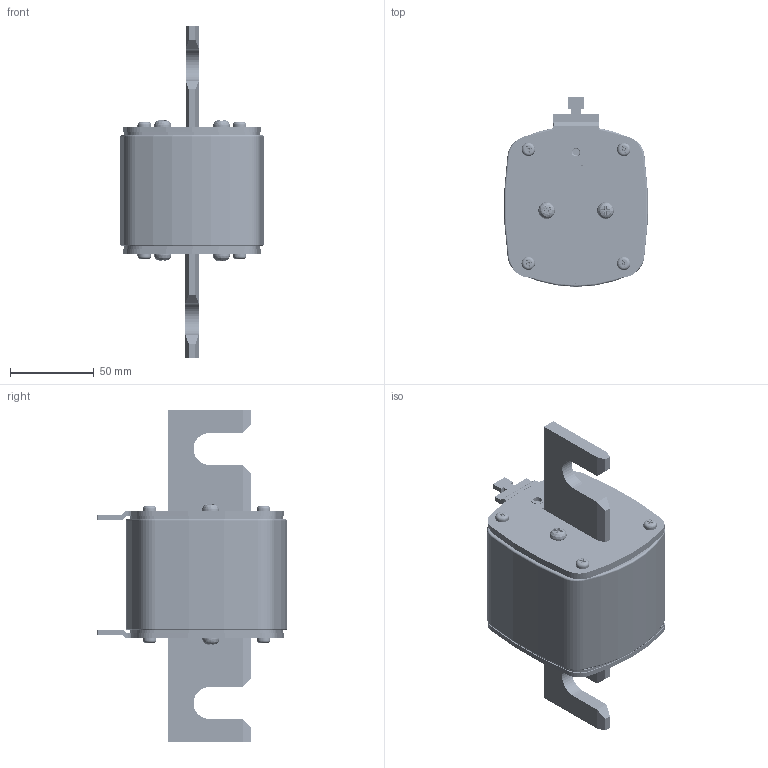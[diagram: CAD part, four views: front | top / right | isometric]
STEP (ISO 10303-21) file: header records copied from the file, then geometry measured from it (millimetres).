
FILE_DESCRIPTION(/* description */ (''),/* implementation_level */ '2;1');
FILE_NAME(/* name */ 'RT16-4T.prt.stp',/* time_stamp */ '2021-11-24T09:03:43+08:00',/* author */ (''),/* organization */ (''),/* preprocessor_version */ 'ST-DEVELOPER v16',/* originating_system */ 'SIEMENS PLM Software NX 10.0',/* authorisation */ '');
FILE_SCHEMA (('CONFIG_CONTROL_DESIGN'));
Products named in the file (1): RT16-4T
Bounding box: 85.54 x 113.21 x 198.2 mm (x, y, z)
Volume: 134057.6 mm3; surface area: 160840.4 mm2
Topology: 39 solids, 40 shells, 1910 faces, 5239 edges, 3442 vertices
Faces by surface type: plane 1495, cylinder 280, bspline 68, torus 55, cone 12
Full cylindrical faces by diameter (mm): 2.6 x1, 3.2 x1, 3.3 x1, 4.2 x1, 5.1 x1, 5.2 x56, 5.6 x1, 5.7 x1, 5.8 x2, 6.4 x1, 6.7 x16, 7 x9, 8 x9, 10 x4, 12 x1
Entity records: 151090 total; most frequent: CARTESIAN_POINT 104653, ORIENTED_EDGE 9848, DIRECTION 8662, EDGE_CURVE 4924, LINE 4060, VECTOR 4060, VERTEX_POINT 3282, AXIS2_PLACEMENT_3D 2301
